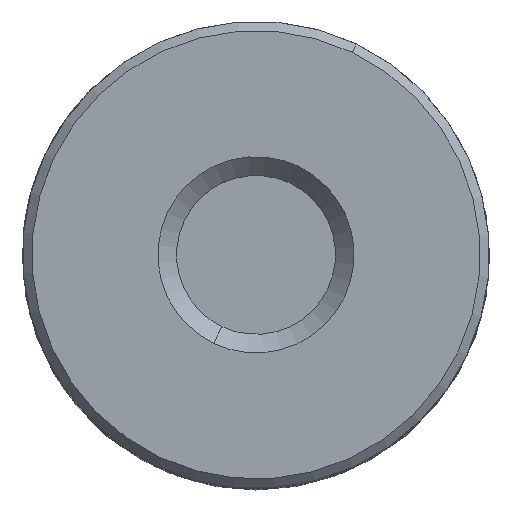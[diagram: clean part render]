
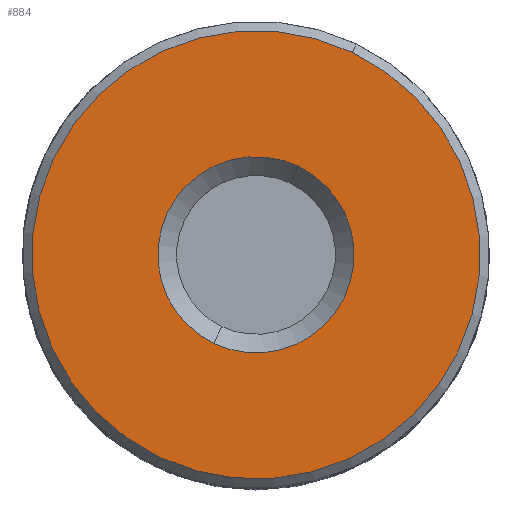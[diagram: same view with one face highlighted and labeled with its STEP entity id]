
A CAD part, top view. The second image highlights one B-rep face of the part: STEP entity #884.
In plain terms, the highlighted face is planar.
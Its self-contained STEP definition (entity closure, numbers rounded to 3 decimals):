
#4 = DIRECTION ( 'NONE',  ( 0., 0., -1. ) ) ;
#39 = ORIENTED_EDGE ( 'NONE', *, *, #1490, .T. ) ;
#53 = DIRECTION ( 'NONE',  ( 1., 0., 0. ) ) ;
#135 = CARTESIAN_POINT ( 'NONE',  ( -11.99, 0., 0. ) ) ;
#139 = VERTEX_POINT ( 'NONE', #230 ) ;
#230 = CARTESIAN_POINT ( 'NONE',  ( -5.25, 0., 0. ) ) ;
#231 = EDGE_CURVE ( 'NONE', #500, #139, #2132, .T. ) ;
#262 = DIRECTION ( 'NONE',  ( 0., 0., 1. ) ) ;
#323 = DIRECTION ( 'NONE',  ( 0., 0., -1. ) ) ;
#468 = ORIENTED_EDGE ( 'NONE', *, *, #231, .T. ) ;
#500 = VERTEX_POINT ( 'NONE', #2095 ) ;
#615 = AXIS2_PLACEMENT_3D ( 'NONE', #1309, #262, #1492 ) ;
#675 = EDGE_LOOP ( 'NONE', ( #1572, #1532 ) ) ;
#884 = ADVANCED_FACE ( 'NONE', ( #1648, #2121 ), #1992, .F. ) ;
#1038 = DIRECTION ( 'NONE',  ( 0., 0., 1. ) ) ;
#1045 = CARTESIAN_POINT ( 'NONE',  ( 0., 0., 0. ) ) ;
#1095 = DIRECTION ( 'NONE',  ( 0., 0., 1. ) ) ;
#1123 = AXIS2_PLACEMENT_3D ( 'NONE', #1370, #323, #1551 ) ;
#1151 = VERTEX_POINT ( 'NONE', #135 ) ;
#1160 = EDGE_CURVE ( 'NONE', #1680, #1151, #2223, .T. ) ;
#1180 = AXIS2_PLACEMENT_3D ( 'NONE', #1223, #1038, #2199 ) ;
#1223 = CARTESIAN_POINT ( 'NONE',  ( 0., 0., 0. ) ) ;
#1226 = DIRECTION ( 'NONE',  ( 1., 0., 0. ) ) ;
#1309 = CARTESIAN_POINT ( 'NONE',  ( 0., 0., 0. ) ) ;
#1370 = CARTESIAN_POINT ( 'NONE',  ( 0., 0., 0. ) ) ;
#1423 = CIRCLE ( 'NONE', #615, 5.25 ) ;
#1442 = CIRCLE ( 'NONE', #1941, 11.99 ) ;
#1490 = EDGE_CURVE ( 'NONE', #139, #500, #1423, .T. ) ;
#1492 = DIRECTION ( 'NONE',  ( 1., 0., 0. ) ) ;
#1532 = ORIENTED_EDGE ( 'NONE', *, *, #1782, .T. ) ;
#1551 = DIRECTION ( 'NONE',  ( 1., 0., 0. ) ) ;
#1572 = ORIENTED_EDGE ( 'NONE', *, *, #1160, .T. ) ;
#1648 = FACE_BOUND ( 'NONE', #1761, .T. ) ;
#1680 = VERTEX_POINT ( 'NONE', #2161 ) ;
#1761 = EDGE_LOOP ( 'NONE', ( #39, #468 ) ) ;
#1782 = EDGE_CURVE ( 'NONE', #1151, #1680, #1442, .T. ) ;
#1886 = AXIS2_PLACEMENT_3D ( 'NONE', #2171, #1095, #53 ) ;
#1941 = AXIS2_PLACEMENT_3D ( 'NONE', #1045, #4, #1226 ) ;
#1992 = PLANE ( 'NONE',  #1886 ) ;
#2095 = CARTESIAN_POINT ( 'NONE',  ( 5.25, 0., 0. ) ) ;
#2121 = FACE_OUTER_BOUND ( 'NONE', #675, .T. ) ;
#2132 = CIRCLE ( 'NONE', #1180, 5.25 ) ;
#2161 = CARTESIAN_POINT ( 'NONE',  ( 11.99, 0., 0. ) ) ;
#2171 = CARTESIAN_POINT ( 'NONE',  ( 0., 0., 0. ) ) ;
#2199 = DIRECTION ( 'NONE',  ( 1., 0., 0. ) ) ;
#2223 = CIRCLE ( 'NONE', #1123, 11.99 ) ;
